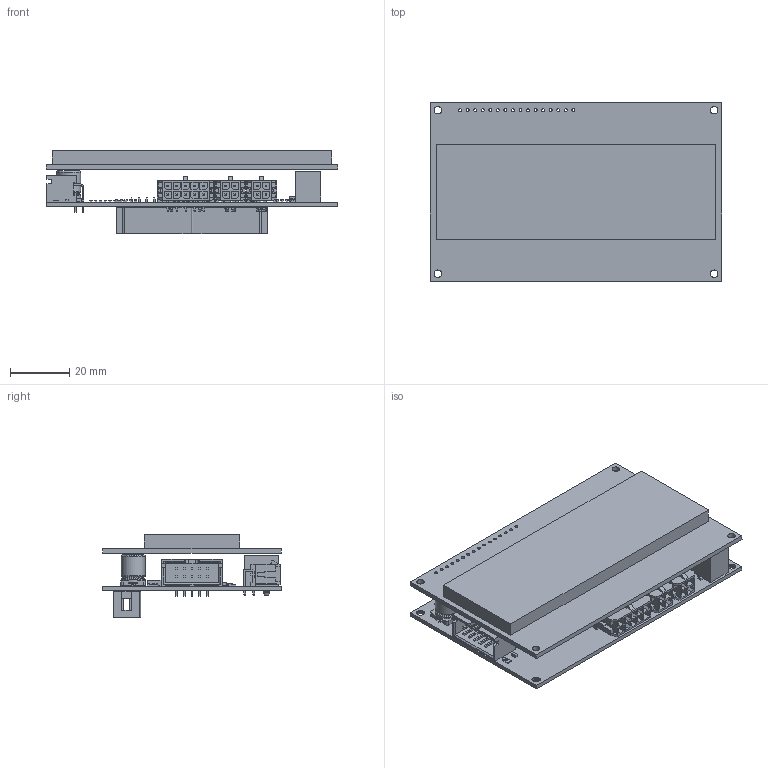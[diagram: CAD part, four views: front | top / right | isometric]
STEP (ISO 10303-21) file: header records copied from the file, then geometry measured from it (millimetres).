
FILE_DESCRIPTION(('Open CASCADE Model'),'2;1');
FILE_NAME('Open CASCADE Shape Model','2021-11-17T21:06:05',('Author'),( 'Open CASCADE'),'Open CASCADE STEP processor 6.8','Open CASCADE 6.8' ,'Unknown');
FILE_SCHEMA(('AUTOMOTIVE_DESIGN { 1 0 10303 214 1 1 1 1 }'));
Length unit declared in the file: millimetre
Products named in the file (121): PCB; Board; Open CASCADE STEP translator 6.8 1.1.1; Heart1; WL-SMCW_0603_LED; housing; cover; base; Polarity_Mark; Foult1; R7; 6790895040; Extruded; 6790894880; R24; Stackpole_CSR0603_Res; SWC; 430450400--3DModel-STEP-1; DIC; JTAG1; 5103311-1; SD_TS; 6767219488; Open CASCADE STEP translator 6.8 1.9.1.1; Open CASCADE STEP translator 6.8 1.9.1.2; C21; 6790896720; 6790896560; U4; 6793024368; U3; 6793024528; U2; 6793026688; U1; 6793025888; R55; R54; R53; R52 ...
Assembly tree (218 placements, depth 4):
  PCB
    Board
      Open CASCADE STEP translator 6.8 1.1.1
    Heart1
      WL-SMCW_0603_LED
        housing
        cover
        base  x2
        Polarity_Mark
    Foult1
      WL-SMCW_0603_LED
        housing
        cover
        base  x2
        Polarity_Mark
    R7
      6790895040
        Extruded
      6790894880  x2
        Extruded
    R24
      Stackpole_CSR0603_Res
    SWC
      430450400--3DModel-STEP-1
    DIC
      430450400--3DModel-STEP-1
    JTAG1
      5103311-1
    SD_TS
      6767219488
        Open CASCADE STEP translator 6.8 1.9.1.1
        Open CASCADE STEP translator 6.8 1.9.1.2
    C21
      6790896720
        Extruded
      6790896560  x2
        Extruded
    U4
      6793024368
        Extruded
    U3
      6793024528
        Extruded
    U2
      6793026688
        Extruded
    U1
      6793025888
        Extruded
    R55
      Stackpole_CSR0603_Res
    R54
      Stackpole_CSR0603_Res
    R53
      Stackpole_CSR0603_Res
    R52
      Stackpole_CSR0603_Res
    R51
      Stackpole_CSR0603_Res
    R50
Bounding box: 98 x 60 x 27.94 mm (x, y, z)
Volume: 37943.6 mm3; surface area: 43300.2 mm2
Topology: 229 solids, 229 shells, 7163 faces, 17595 edges, 11004 vertices
Faces by surface type: plane 4350, bspline 1644, cylinder 840, sphere 284, torus 21, extrusion 16, cone 8
Full cylindrical faces by diameter (mm): 0.85 x6, 0.89 x10, 1 x26, 1.07 x18, 1.1 x34, 1.16 x1, 1.2 x18, 1.96 x1, 2.12 x1, 2.5 x4, 2.92 x1, 3.05 x4, 3.08 x1, 5.6 x1, 7.12 x1, 8 x2
Entity records: 73443 total; most frequent: CARTESIAN_POINT 14944, ORIENTED_EDGE 10546, DIRECTION 10111, EDGE_CURVE 5273, VECTOR 4409, LINE 4393, VERTEX_POINT 3363, AXIS2_PLACEMENT_3D 2851
